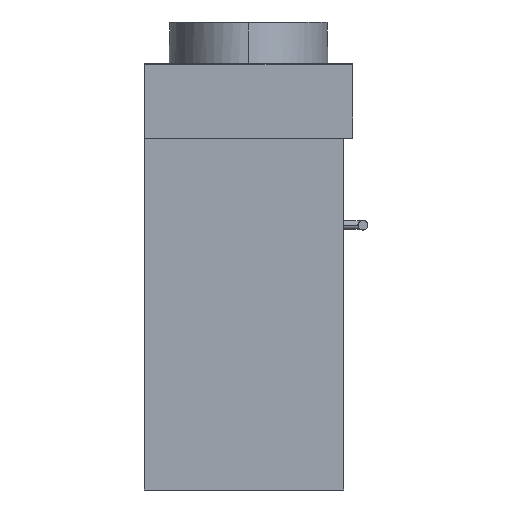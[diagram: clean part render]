
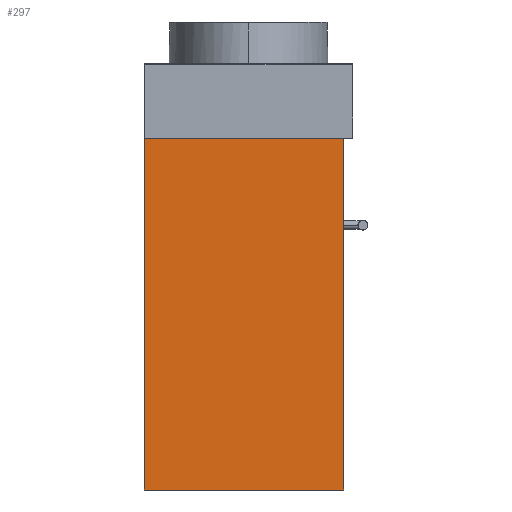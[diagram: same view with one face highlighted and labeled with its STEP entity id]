
A CAD part, left-side view. The second image highlights one B-rep face of the part: STEP entity #297.
In plain terms, the highlighted planar face has unit normal (-1, 0, 0).
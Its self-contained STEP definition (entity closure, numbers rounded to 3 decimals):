
#297=ADVANCED_FACE('',(#450),#2211,.T.);
#450=FACE_OUTER_BOUND('',#608,.T.);
#608=EDGE_LOOP('',(#1106,#1107,#1108,#1109));
#1106=ORIENTED_EDGE('',*,*,#1542,.F.);
#1107=ORIENTED_EDGE('',*,*,#1543,.F.);
#1108=ORIENTED_EDGE('',*,*,#1539,.F.);
#1109=ORIENTED_EDGE('',*,*,#1541,.F.);
#1539=EDGE_CURVE('',#2100,#2101,#1813,.T.);
#1541=EDGE_CURVE('',#2102,#2100,#1815,.T.);
#1542=EDGE_CURVE('',#2103,#2102,#1816,.T.);
#1543=EDGE_CURVE('',#2101,#2103,#1817,.T.);
#1813=B_SPLINE_CURVE_WITH_KNOTS('',1,(#32847,#32848),.UNSPECIFIED.,.F.,
 .F.,(2,2),(0.,239.),.UNSPECIFIED.);
#1815=B_SPLINE_CURVE_WITH_KNOTS('',1,(#32851,#32852),.UNSPECIFIED.,.F.,
 .F.,(2,2),(-420.,0.),.UNSPECIFIED.);
#1816=B_SPLINE_CURVE_WITH_KNOTS('',1,(#32853,#32854),.UNSPECIFIED.,.F.,
 .F.,(2,2),(-239.,0.),.UNSPECIFIED.);
#1817=B_SPLINE_CURVE_WITH_KNOTS('',1,(#32855,#32856),.UNSPECIFIED.,.F.,
 .F.,(2,2),(-420.,0.),.UNSPECIFIED.);
#2100=VERTEX_POINT('',#32833);
#2101=VERTEX_POINT('',#32834);
#2102=VERTEX_POINT('',#32835);
#2103=VERTEX_POINT('',#32836);
#2211=PLANE('',#2566);
#2566=AXIS2_PLACEMENT_3D('',#32825,#2699,$);
#2699=DIRECTION('',(-1.,0.,0.));
#32825=CARTESIAN_POINT('',(-294.,-252.,-23.9));
#32833=CARTESIAN_POINT('',(-294.,210.,0.));
#32834=CARTESIAN_POINT('',(-294.,210.,239.));
#32835=CARTESIAN_POINT('',(-294.,-210.,0.));
#32836=CARTESIAN_POINT('',(-294.,-210.,239.));
#32847=CARTESIAN_POINT('',(-294.,210.,0.));
#32848=CARTESIAN_POINT('',(-294.,210.,239.));
#32851=CARTESIAN_POINT('',(-294.,-210.,0.));
#32852=CARTESIAN_POINT('',(-294.,210.,0.));
#32853=CARTESIAN_POINT('',(-294.,-210.,239.));
#32854=CARTESIAN_POINT('',(-294.,-210.,0.));
#32855=CARTESIAN_POINT('',(-294.,210.,239.));
#32856=CARTESIAN_POINT('',(-294.,-210.,239.));
